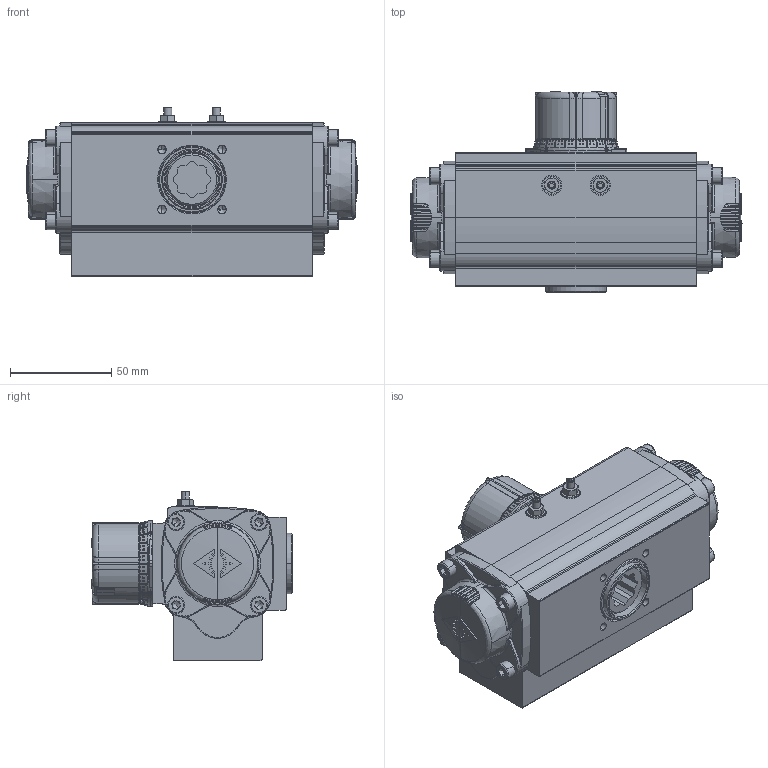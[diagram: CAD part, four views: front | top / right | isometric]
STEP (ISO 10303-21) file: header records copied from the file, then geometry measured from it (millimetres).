
FILE_DESCRIPTION (( 'STEP AP214' ), '1' );
FILE_NAME ('0020 ASR.STEP', '2011-12-07T10:25:34', ( 'ossuin - p' ), ( 'Ossuin' ), 'SwSTEP 2.0', 'SolidWorks 2010', '' );
FILE_SCHEMA (( 'AUTOMOTIVE_DESIGN' ));
Length unit declared in the file: millimetre
Products named in the file (10): 0020 ASR; C0020; T0020; CR0020; DIN 912 M5 x 25 --- 25C_Default; DIN 915 - M4 x 20-C_DIN 915 - M4 x 20-C; Hexagon Nut ISO 4032 - M4 - D - C_Hexagon Nut ISO 4032 - M4 - D - C; Washer DIN 125 - A 4.3_Washer DIN 125 - A 4.3; E0020N Rev.0; Tapon ﾘ45
Assembly tree (20 placements, depth 2):
  0020 ASR
    DIN 915 - M4 x 20-C_DIN 915 - M4 x 20-C  x2
    Hexagon Nut ISO 4032 - M4 - D - C_Hexagon Nut ISO 4032 - M4 - D - C  x2
    T0020  x2
    Washer DIN 125 - A 4.3_Washer DIN 125 - A 4.3  x2
    E0020N Rev.0
    DIN 912 M5 x 25 --- 25C_Default  x8
    C0020
    CR0020
    Tapon ﾘ45
Bounding box: 164.27 x 99.29 x 83.7 mm (x, y, z)
Volume: 398461.5 mm3; surface area: 125287.2 mm2
Topology: 28 solids, 28 shells, 3044 faces, 8161 edges, 5161 vertices
Faces by surface type: plane 1114, cylinder 1090, bspline 353, cone 306, torus 153, sphere 28
Entity records: 106868 total; most frequent: CARTESIAN_POINT 32655, ORIENTED_EDGE 13150, DIRECTION 11959, EDGE_CURVE 6575, AXIS2_PLACEMENT_3D 4518, VERTEX_POINT 4233, VECTOR 2923, LINE 2923
